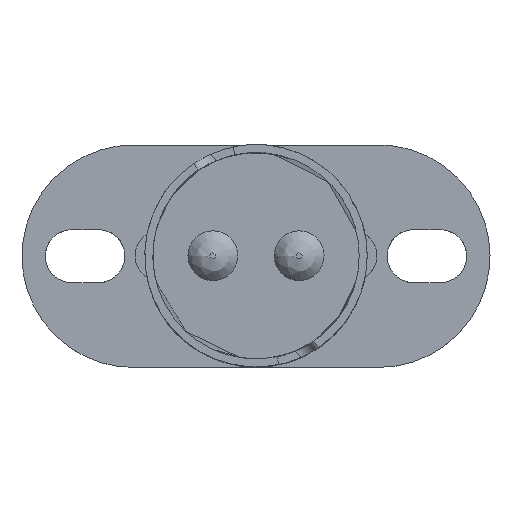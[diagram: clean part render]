
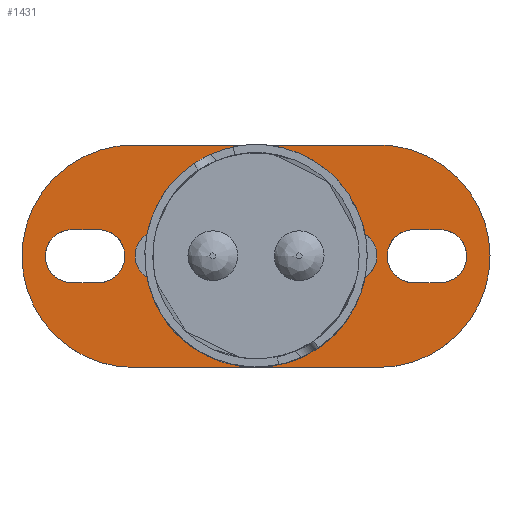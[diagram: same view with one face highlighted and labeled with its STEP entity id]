
A CAD part, top view. The second image highlights one B-rep face of the part: STEP entity #1431.
In plain terms, the highlighted free-form (B-spline) face has degree [1, 1] with [2, 2] control points.
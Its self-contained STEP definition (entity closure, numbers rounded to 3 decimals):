
#1431 = ADVANCED_FACE('',(#1432,#1468,#1490,#1526),#1562,.T.);
#1432 = FACE_BOUND('',#1433,.T.);
#1433 = EDGE_LOOP('',(#1434,#1443,#1453,#1460));
#1434 = ORIENTED_EDGE('',*,*,#1435,.T.);
#1435 = EDGE_CURVE('',#1436,#1438,#1440,.T.);
#1436 = VERTEX_POINT('',#1437);
#1437 = CARTESIAN_POINT('',(7.689,6.962,0.831
    ));
#1438 = VERTEX_POINT('',#1439);
#1439 = CARTESIAN_POINT('',(-7.689,6.962,
    0.831));
#1440 = B_SPLINE_CURVE_WITH_KNOTS('',1,(#1441,#1442),.UNSPECIFIED.,.F.,
  .F.,(2,2),(-2.688,-0.838),.PIECEWISE_BEZIER_KNOTS.);
#1441 = CARTESIAN_POINT('',(7.689,6.962,0.831
    ));
#1442 = CARTESIAN_POINT('',(-7.689,6.962,
    0.831));
#1443 = ORIENTED_EDGE('',*,*,#1444,.T.);
#1444 = EDGE_CURVE('',#1438,#1445,#1447,.T.);
#1445 = VERTEX_POINT('',#1446);
#1446 = CARTESIAN_POINT('',(-7.689,-6.962,
    0.831));
#1447 = ( BOUNDED_CURVE() B_SPLINE_CURVE(2,(#1448,#1449,#1450,#1451,
#1452),.UNSPECIFIED.,.F.,.F.) B_SPLINE_CURVE_WITH_KNOTS((3,2,3),(
1.571,3.142,4.712),.UNSPECIFIED.) CURVE() 
GEOMETRIC_REPRESENTATION_ITEM() RATIONAL_B_SPLINE_CURVE((1.,
0.707,1.,0.707,1.)) REPRESENTATION_ITEM('') );
#1448 = CARTESIAN_POINT('',(-7.689,6.962,
    0.831));
#1449 = CARTESIAN_POINT('',(-14.651,6.962,
    0.831));
#1450 = CARTESIAN_POINT('',(-14.651,0.,
    0.831));
#1451 = CARTESIAN_POINT('',(-14.651,-6.962,
    0.831));
#1452 = CARTESIAN_POINT('',(-7.689,-6.962,
    0.831));
#1453 = ORIENTED_EDGE('',*,*,#1454,.T.);
#1454 = EDGE_CURVE('',#1445,#1455,#1457,.T.);
#1455 = VERTEX_POINT('',#1456);
#1456 = CARTESIAN_POINT('',(7.689,-6.962,
    0.831));
#1457 = B_SPLINE_CURVE_WITH_KNOTS('',1,(#1458,#1459),.UNSPECIFIED.,.F.,
  .F.,(2,2),(-2.688,-0.838),.PIECEWISE_BEZIER_KNOTS.);
#1458 = CARTESIAN_POINT('',(-7.689,-6.962,
    0.831));
#1459 = CARTESIAN_POINT('',(7.689,-6.962,
    0.831));
#1460 = ORIENTED_EDGE('',*,*,#1461,.T.);
#1461 = EDGE_CURVE('',#1455,#1436,#1462,.T.);
#1462 = ( BOUNDED_CURVE() B_SPLINE_CURVE(2,(#1463,#1464,#1465,#1466,
#1467),.UNSPECIFIED.,.F.,.F.) B_SPLINE_CURVE_WITH_KNOTS((3,2,3),(
-1.571,0.,1.571),.PIECEWISE_BEZIER_KNOTS.) CURVE() 
GEOMETRIC_REPRESENTATION_ITEM() RATIONAL_B_SPLINE_CURVE((1.,
0.707,1.,0.707,1.)) REPRESENTATION_ITEM('') );
#1463 = CARTESIAN_POINT('',(7.689,-6.962,
    0.831));
#1464 = CARTESIAN_POINT('',(14.651,-6.962,
    0.831));
#1465 = CARTESIAN_POINT('',(14.651,0.,0.831));
#1466 = CARTESIAN_POINT('',(14.651,6.962,
    0.831));
#1467 = CARTESIAN_POINT('',(7.689,6.962,0.831
    ));
#1468 = FACE_BOUND('',#1469,.T.);
#1469 = EDGE_LOOP('',(#1470,#1484));
#1470 = ORIENTED_EDGE('',*,*,#1471,.F.);
#1471 = EDGE_CURVE('',#1472,#1474,#1476,.T.);
#1472 = VERTEX_POINT('',#1473);
#1473 = CARTESIAN_POINT('',(0.,6.463,
    0.831));
#1474 = VERTEX_POINT('',#1475);
#1475 = CARTESIAN_POINT('',(6.463,0.,0.831));
#1476 = ( BOUNDED_CURVE() B_SPLINE_CURVE(2,(#1477,#1478,#1479,#1480,
#1481,#1482,#1483),.UNSPECIFIED.,.F.,.F.) B_SPLINE_CURVE_WITH_KNOTS((3,2
    ,2,3),(-3.142,-1.571,0.,
1.571),.UNSPECIFIED.) CURVE() GEOMETRIC_REPRESENTATION_ITEM() 
RATIONAL_B_SPLINE_CURVE((1.,0.707,1.,0.707,1.,
0.707,1.)) REPRESENTATION_ITEM('') );
#1477 = CARTESIAN_POINT('',(0.,6.463,
    0.831));
#1478 = CARTESIAN_POINT('',(-6.463,6.463,
    0.831));
#1479 = CARTESIAN_POINT('',(-6.463,0.,
    0.831));
#1480 = CARTESIAN_POINT('',(-6.463,-6.463,
    0.831));
#1481 = CARTESIAN_POINT('',(0.,-6.463,
    0.831));
#1482 = CARTESIAN_POINT('',(6.463,-6.463,
    0.831));
#1483 = CARTESIAN_POINT('',(6.463,0.,
    0.831));
#1484 = ORIENTED_EDGE('',*,*,#1485,.F.);
#1485 = EDGE_CURVE('',#1474,#1472,#1486,.T.);
#1486 = ( BOUNDED_CURVE() B_SPLINE_CURVE(2,(#1487,#1488,#1489),
.UNSPECIFIED.,.F.,.F.) B_SPLINE_CURVE_WITH_KNOTS((3,3),(1.571,
3.142),.PIECEWISE_BEZIER_KNOTS.) CURVE() 
GEOMETRIC_REPRESENTATION_ITEM() RATIONAL_B_SPLINE_CURVE((1.,
0.707,1.)) REPRESENTATION_ITEM('') );
#1487 = CARTESIAN_POINT('',(6.463,0.,
    0.831));
#1488 = CARTESIAN_POINT('',(6.463,6.463,0.831
    ));
#1489 = CARTESIAN_POINT('',(0.,6.463,
    0.831));
#1490 = FACE_BOUND('',#1491,.T.);
#1491 = EDGE_LOOP('',(#1492,#1501,#1511,#1518));
#1492 = ORIENTED_EDGE('',*,*,#1493,.F.);
#1493 = EDGE_CURVE('',#1494,#1496,#1498,.T.);
#1494 = VERTEX_POINT('',#1495);
#1495 = CARTESIAN_POINT('',(11.534,1.663,
    0.831));
#1496 = VERTEX_POINT('',#1497);
#1497 = CARTESIAN_POINT('',(9.871,1.663,0.831
    ));
#1498 = B_SPLINE_CURVE_WITH_KNOTS('',1,(#1499,#1500),.UNSPECIFIED.,.F.,
  .F.,(2,2),(-0.694,-0.494),.PIECEWISE_BEZIER_KNOTS.);
#1499 = CARTESIAN_POINT('',(11.534,1.663,
    0.831));
#1500 = CARTESIAN_POINT('',(9.871,1.663,0.831
    ));
#1501 = ORIENTED_EDGE('',*,*,#1502,.F.);
#1502 = EDGE_CURVE('',#1503,#1494,#1505,.T.);
#1503 = VERTEX_POINT('',#1504);
#1504 = CARTESIAN_POINT('',(11.534,-1.663,
    0.831));
#1505 = ( BOUNDED_CURVE() B_SPLINE_CURVE(2,(#1506,#1507,#1508,#1509,
#1510),.UNSPECIFIED.,.F.,.F.) B_SPLINE_CURVE_WITH_KNOTS((3,2,3),(
-1.571,0.,1.571),.PIECEWISE_BEZIER_KNOTS.) CURVE() 
GEOMETRIC_REPRESENTATION_ITEM() RATIONAL_B_SPLINE_CURVE((1.,
0.707,1.,0.707,1.)) REPRESENTATION_ITEM('') );
#1506 = CARTESIAN_POINT('',(11.534,-1.663,
    0.831));
#1507 = CARTESIAN_POINT('',(13.196,-1.663,
    0.831));
#1508 = CARTESIAN_POINT('',(13.196,0.,
    0.831));
#1509 = CARTESIAN_POINT('',(13.196,1.663,
    0.831));
#1510 = CARTESIAN_POINT('',(11.534,1.663,
    0.831));
#1511 = ORIENTED_EDGE('',*,*,#1512,.F.);
#1512 = EDGE_CURVE('',#1513,#1503,#1515,.T.);
#1513 = VERTEX_POINT('',#1514);
#1514 = CARTESIAN_POINT('',(9.871,-1.663,
    0.831));
#1515 = B_SPLINE_CURVE_WITH_KNOTS('',1,(#1516,#1517),.UNSPECIFIED.,.F.,
  .F.,(2,2),(0.594,0.794),.PIECEWISE_BEZIER_KNOTS.);
#1516 = CARTESIAN_POINT('',(9.871,-1.663,
    0.831));
#1517 = CARTESIAN_POINT('',(11.534,-1.663,
    0.831));
#1518 = ORIENTED_EDGE('',*,*,#1519,.F.);
#1519 = EDGE_CURVE('',#1496,#1513,#1520,.T.);
#1520 = ( BOUNDED_CURVE() B_SPLINE_CURVE(2,(#1521,#1522,#1523,#1524,
#1525),.UNSPECIFIED.,.F.,.F.) B_SPLINE_CURVE_WITH_KNOTS((3,2,3),(
1.571,3.142,4.712),.UNSPECIFIED.) CURVE() 
GEOMETRIC_REPRESENTATION_ITEM() RATIONAL_B_SPLINE_CURVE((1.,
0.707,1.,0.707,1.)) REPRESENTATION_ITEM('') );
#1521 = CARTESIAN_POINT('',(9.871,1.663,0.831
    ));
#1522 = CARTESIAN_POINT('',(8.209,1.663,0.831
    ));
#1523 = CARTESIAN_POINT('',(8.209,0.,
    0.831));
#1524 = CARTESIAN_POINT('',(8.209,-1.663,
    0.831));
#1525 = CARTESIAN_POINT('',(9.871,-1.663,
    0.831));
#1526 = FACE_BOUND('',#1527,.T.);
#1527 = EDGE_LOOP('',(#1528,#1537,#1547,#1554));
#1528 = ORIENTED_EDGE('',*,*,#1529,.T.);
#1529 = EDGE_CURVE('',#1530,#1532,#1534,.T.);
#1530 = VERTEX_POINT('',#1531);
#1531 = CARTESIAN_POINT('',(-9.871,-1.663,
    0.831));
#1532 = VERTEX_POINT('',#1533);
#1533 = CARTESIAN_POINT('',(-11.534,-1.663,
    0.831));
#1534 = B_SPLINE_CURVE_WITH_KNOTS('',1,(#1535,#1536),.UNSPECIFIED.,.F.,
  .F.,(2,2),(0.594,0.794),.PIECEWISE_BEZIER_KNOTS.);
#1535 = CARTESIAN_POINT('',(-9.871,-1.663,
    0.831));
#1536 = CARTESIAN_POINT('',(-11.534,-1.663,
    0.831));
#1537 = ORIENTED_EDGE('',*,*,#1538,.T.);
#1538 = EDGE_CURVE('',#1532,#1539,#1541,.T.);
#1539 = VERTEX_POINT('',#1540);
#1540 = CARTESIAN_POINT('',(-11.534,1.663,
    0.831));
#1541 = ( BOUNDED_CURVE() B_SPLINE_CURVE(2,(#1542,#1543,#1544,#1545,
#1546),.UNSPECIFIED.,.F.,.F.) B_SPLINE_CURVE_WITH_KNOTS((3,2,3),(
-1.571,0.,1.571),.PIECEWISE_BEZIER_KNOTS.) CURVE() 
GEOMETRIC_REPRESENTATION_ITEM() RATIONAL_B_SPLINE_CURVE((1.,
0.707,1.,0.707,1.)) REPRESENTATION_ITEM('') );
#1542 = CARTESIAN_POINT('',(-11.534,-1.663,
    0.831));
#1543 = CARTESIAN_POINT('',(-13.196,-1.663,
    0.831));
#1544 = CARTESIAN_POINT('',(-13.196,0.,
    0.831));
#1545 = CARTESIAN_POINT('',(-13.196,1.663,0.831
    ));
#1546 = CARTESIAN_POINT('',(-11.534,1.663,
    0.831));
#1547 = ORIENTED_EDGE('',*,*,#1548,.T.);
#1548 = EDGE_CURVE('',#1539,#1549,#1551,.T.);
#1549 = VERTEX_POINT('',#1550);
#1550 = CARTESIAN_POINT('',(-9.871,1.663,
    0.831));
#1551 = B_SPLINE_CURVE_WITH_KNOTS('',1,(#1552,#1553),.UNSPECIFIED.,.F.,
  .F.,(2,2),(-0.694,-0.494),.PIECEWISE_BEZIER_KNOTS.);
#1552 = CARTESIAN_POINT('',(-11.534,1.663,
    0.831));
#1553 = CARTESIAN_POINT('',(-9.871,1.663,
    0.831));
#1554 = ORIENTED_EDGE('',*,*,#1555,.T.);
#1555 = EDGE_CURVE('',#1549,#1530,#1556,.T.);
#1556 = ( BOUNDED_CURVE() B_SPLINE_CURVE(2,(#1557,#1558,#1559,#1560,
#1561),.UNSPECIFIED.,.F.,.F.) B_SPLINE_CURVE_WITH_KNOTS((3,2,3),(
1.571,3.142,4.712),.UNSPECIFIED.) CURVE() 
GEOMETRIC_REPRESENTATION_ITEM() RATIONAL_B_SPLINE_CURVE((1.,
0.707,1.,0.707,1.)) REPRESENTATION_ITEM('') );
#1557 = CARTESIAN_POINT('',(-9.871,1.663,
    0.831));
#1558 = CARTESIAN_POINT('',(-8.209,1.663,
    0.831));
#1559 = CARTESIAN_POINT('',(-8.209,0.,
    0.831));
#1560 = CARTESIAN_POINT('',(-8.209,-1.663,
    0.831));
#1561 = CARTESIAN_POINT('',(-9.871,-1.663,
    0.831));
#1562 = B_SPLINE_SURFACE_WITH_KNOTS('',1,1,(
    (#1563,#1564)
    ,(#1565,#1566
    )),.UNSPECIFIED.,.F.,.F.,.F.,(2,2),(2,2),(-1.764,1.764),(-0.839,
    0.839),.PIECEWISE_BEZIER_KNOTS.);
#1563 = CARTESIAN_POINT('',(-14.659,-6.97,
    0.831));
#1564 = CARTESIAN_POINT('',(-14.659,6.97,
    0.831));
#1565 = CARTESIAN_POINT('',(14.659,-6.97,
    0.831));
#1566 = CARTESIAN_POINT('',(14.659,6.97,
    0.831));
